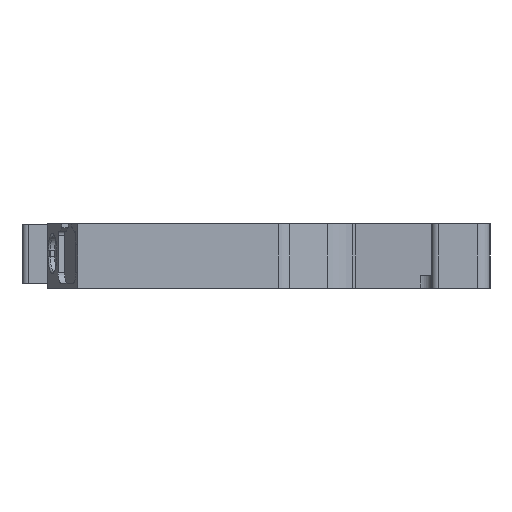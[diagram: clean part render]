
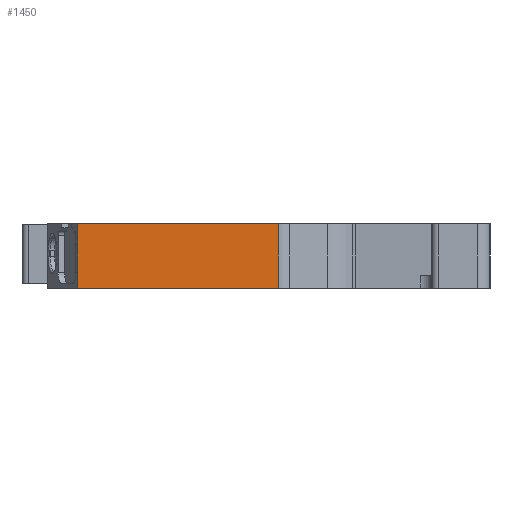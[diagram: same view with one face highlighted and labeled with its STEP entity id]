
A CAD part, left-side view. The second image highlights one B-rep face of the part: STEP entity #1450.
In plain terms, the highlighted planar face has unit normal (-1, 0, 0).
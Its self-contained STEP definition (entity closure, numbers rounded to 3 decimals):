
#57 = VERTEX_POINT ( 'NONE', #4334 ) ;
#504 = AXIS2_PLACEMENT_3D ( 'NONE', #3130, #3093, #3080 ) ;
#849 = VECTOR ( 'NONE', #7405, 1000. ) ;
#1450 = ADVANCED_FACE ( 'NONE', ( #3567 ), #3604, .F. ) ;
#1977 = LINE ( 'NONE', #2552, #9938 ) ;
#2552 = CARTESIAN_POINT ( 'NONE',  ( -12.3, 52.277, 55.525 ) ) ;
#3080 = DIRECTION ( 'NONE',  ( 0., 0., -1. ) ) ;
#3093 = DIRECTION ( 'NONE',  ( 1., 0., 0. ) ) ;
#3130 = CARTESIAN_POINT ( 'NONE',  ( -12.3, 41.057, 55.525 ) ) ;
#3567 = FACE_OUTER_BOUND ( 'NONE', #7131, .T. ) ;
#3604 = PLANE ( 'NONE',  #504 ) ;
#4334 = CARTESIAN_POINT ( 'NONE',  ( -12.3, 52.277, 55.525 ) ) ;
#5058 = CARTESIAN_POINT ( 'NONE',  ( -12.3, 36.749, 55.525 ) ) ;
#5109 = VERTEX_POINT ( 'NONE', #5058 ) ;
#6472 = VERTEX_POINT ( 'NONE', #9000 ) ;
#6877 = DIRECTION ( 'NONE',  ( 0., 0., -1. ) ) ;
#6897 = CARTESIAN_POINT ( 'NONE',  ( -12.3, 52.277, 55.525 ) ) ;
#6972 = DIRECTION ( 'NONE',  ( 0., -1., 0. ) ) ;
#7131 = EDGE_LOOP ( 'NONE', ( #10737, #10759, #10798, #10819 ) ) ;
#7306 = CARTESIAN_POINT ( 'NONE',  ( -12.3, 36.749, 55.525 ) ) ;
#7325 = DIRECTION ( 'NONE',  ( 0., 0., -1. ) ) ;
#7405 = DIRECTION ( 'NONE',  ( 0., -1., 0. ) ) ;
#7591 = EDGE_CURVE ( 'NONE', #6472, #11293, #11228, .T. ) ;
#7653 = EDGE_CURVE ( 'NONE', #5109, #11293, #9911, .T. ) ;
#7711 = EDGE_CURVE ( 'NONE', #57, #5109, #1977, .T. ) ;
#7748 = EDGE_CURVE ( 'NONE', #57, #6472, #9175, .T. ) ;
#8715 = CARTESIAN_POINT ( 'NONE',  ( -12.3, 36.749, 50.525 ) ) ;
#8859 = CARTESIAN_POINT ( 'NONE',  ( -12.3, 41.057, 50.525 ) ) ;
#9000 = CARTESIAN_POINT ( 'NONE',  ( -12.3, 52.277, 50.525 ) ) ;
#9131 = VECTOR ( 'NONE', #6877, 1000. ) ;
#9175 = LINE ( 'NONE', #6897, #9131 ) ;
#9911 = LINE ( 'NONE', #7306, #11677 ) ;
#9938 = VECTOR ( 'NONE', #6972, 1000. ) ;
#10737 = ORIENTED_EDGE ( 'NONE', *, *, #7591, .T. ) ;
#10759 = ORIENTED_EDGE ( 'NONE', *, *, #7653, .F. ) ;
#10798 = ORIENTED_EDGE ( 'NONE', *, *, #7711, .F. ) ;
#10819 = ORIENTED_EDGE ( 'NONE', *, *, #7748, .T. ) ;
#11228 = LINE ( 'NONE', #8859, #849 ) ;
#11293 = VERTEX_POINT ( 'NONE', #8715 ) ;
#11677 = VECTOR ( 'NONE', #7325, 1000. ) ;
